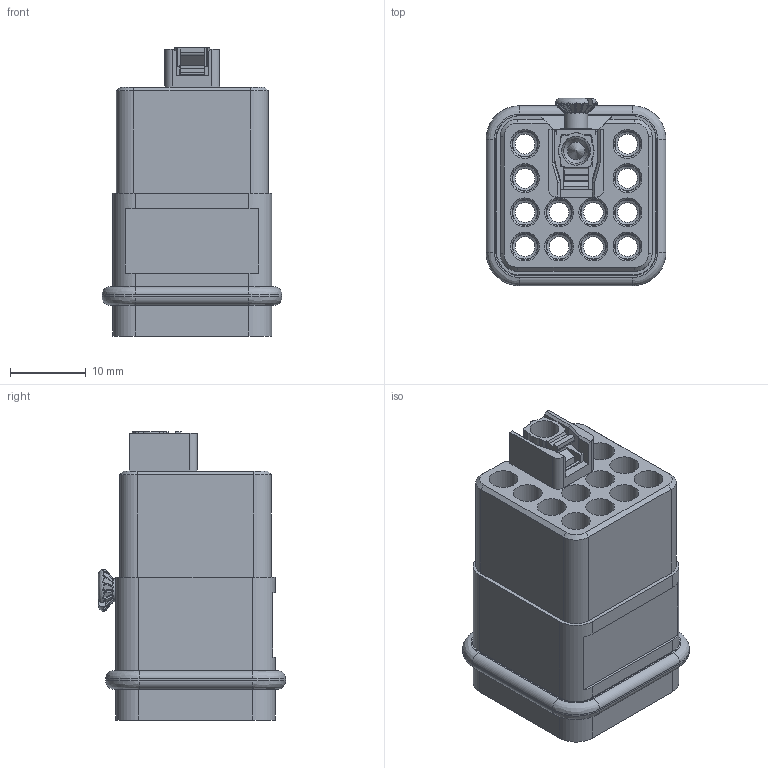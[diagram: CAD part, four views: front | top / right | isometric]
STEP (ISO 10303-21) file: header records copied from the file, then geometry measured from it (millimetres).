
FILE_DESCRIPTION(/* description */ (''),/* implementation_level */ '2;1');
FILE_NAME(/* name */ '100197444ugm000_c.stp',/* time_stamp */ '2017-11-06T07:20:59+01:00',/* author */ (''),/* organization */ (''),/* preprocessor_version */ 'ST-DEVELOPER v16',/* originating_system */ 'SIEMENS PLM Software NX 10.0',/* authorisation */ '');
FILE_SCHEMA (('AUTOMOTIVE_DESIGN { 1 0 10303 214 3 1 1 1 }'));
Length unit declared in the file: millimetre
Products named in the file (1): 100197444ugm000_c
Bounding box: 23.7 x 24.68 x 37.95 mm (x, y, z)
Volume: 7276.1 mm3; surface area: 9950.1 mm2
Topology: 3 solids, 3 shells, 1232 faces, 3294 edges, 2202 vertices
Faces by surface type: plane 700, cylinder 321, bspline 135, cone 49, torus 21, extrusion 6
Full cylindrical faces by diameter (mm): 0.671 x1, 0.984 x1, 1.6 x1, 1.8 x1, 1.95 x1, 2 x2, 2.3 x1, 2.366 x1, 2.436 x1, 2.5 x3, 2.6 x12, 3 x13, 3.25 x12, 3.4 x12, 3.8 x13, 4.25 x1
Entity records: 45265 total; most frequent: CARTESIAN_POINT 13762, ORIENTED_EDGE 6152, DIRECTION 5661, EDGE_CURVE 3076, VERTEX_POINT 2026, VECTOR 1957, LINE 1951, AXIS2_PLACEMENT_3D 1852
